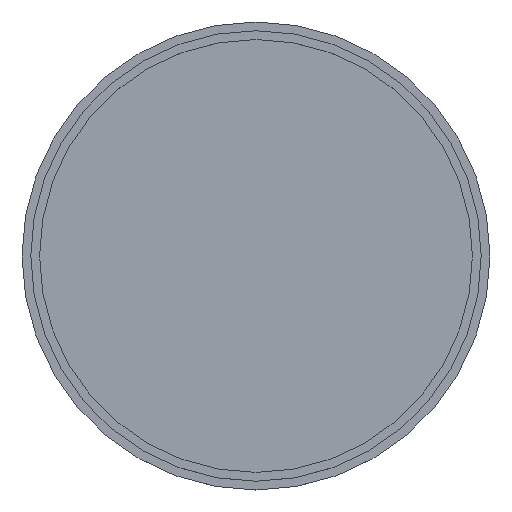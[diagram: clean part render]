
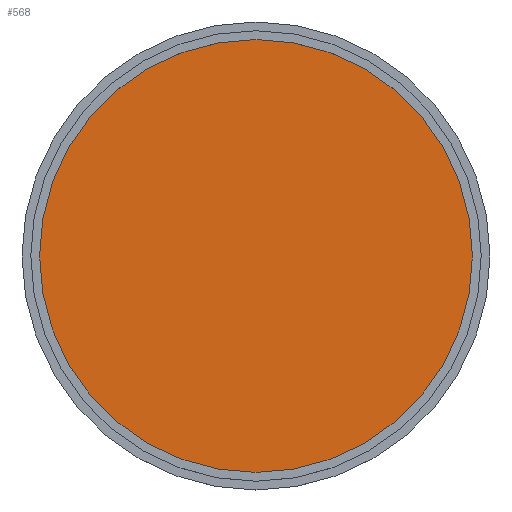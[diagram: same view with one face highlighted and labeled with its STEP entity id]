
A CAD part, top view. The second image highlights one B-rep face of the part: STEP entity #568.
In plain terms, the highlighted planar face has unit normal (0, 0, 1).
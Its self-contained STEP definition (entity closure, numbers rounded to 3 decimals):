
#48=PLANE('',#687);
#152=FACE_OUTER_BOUND('',#194,.T.);
#194=EDGE_LOOP('',(#504));
#239=CIRCLE('',#678,74.);
#288=VERTEX_POINT('',#1047);
#358=EDGE_CURVE('',#288,#288,#239,.T.);
#504=ORIENTED_EDGE('',*,*,#358,.T.);
#568=ADVANCED_FACE('',(#152),#48,.T.);
#678=AXIS2_PLACEMENT_3D('',#1049,#860,#861);
#687=AXIS2_PLACEMENT_3D('',#1064,#880,#881);
#860=DIRECTION('center_axis',(0.,0.,1.));
#861=DIRECTION('ref_axis',(-1.,0.,0.));
#880=DIRECTION('center_axis',(0.,0.,1.));
#881=DIRECTION('ref_axis',(1.,0.,0.));
#1047=CARTESIAN_POINT('',(74.,0.,3.));
#1049=CARTESIAN_POINT('Origin',(0.,0.,3.));
#1064=CARTESIAN_POINT('Origin',(0.,0.,3.));
